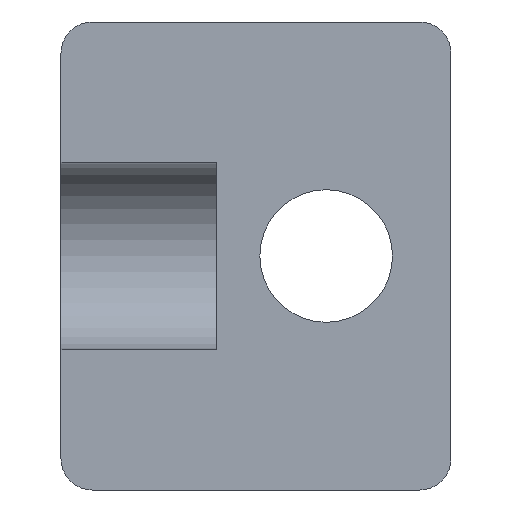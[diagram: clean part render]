
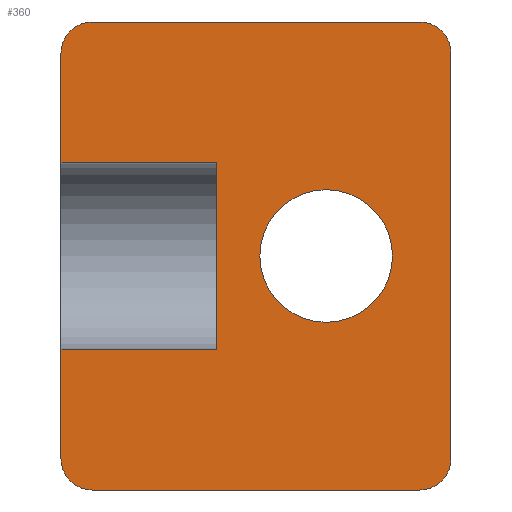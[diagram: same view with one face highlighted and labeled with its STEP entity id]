
A CAD part, left-side view. The second image highlights one B-rep face of the part: STEP entity #360.
In plain terms, the highlighted planar face has unit normal (-1, 0, 0).
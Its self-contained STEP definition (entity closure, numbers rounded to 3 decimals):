
#1 = CARTESIAN_POINT ( 'NONE',  ( -8., 0., -15. ) ) ;
#8 = CARTESIAN_POINT ( 'NONE',  ( -8., 23., -15. ) ) ;
#9 = CIRCLE ( 'NONE', #254, 2. ) ;
#10 = AXIS2_PLACEMENT_3D ( 'NONE', #97, #429, #472 ) ;
#12 = PLANE ( 'NONE',  #209 ) ;
#41 = CARTESIAN_POINT ( 'NONE',  ( -8., 25., 15. ) ) ;
#42 = DIRECTION ( 'NONE',  ( -1., 0., 0. ) ) ;
#43 = EDGE_CURVE ( 'NONE', #532, #540, #142, .T. ) ;
#45 = VERTEX_POINT ( 'NONE', #83 ) ;
#46 = ORIENTED_EDGE ( 'NONE', *, *, #471, .F. ) ;
#49 = DIRECTION ( 'NONE',  ( -1., 0., 0. ) ) ;
#57 = DIRECTION ( 'NONE',  ( 1., 0., 0. ) ) ;
#58 = DIRECTION ( 'NONE',  ( 0., 0., -1. ) ) ;
#65 = VECTOR ( 'NONE', #88, 1000. ) ;
#66 = CARTESIAN_POINT ( 'NONE',  ( -8., 23., 15. ) ) ;
#82 = EDGE_CURVE ( 'NONE', #510, #350, #222, .T. ) ;
#83 = CARTESIAN_POINT ( 'NONE',  ( -8., 25., 6. ) ) ;
#85 = DIRECTION ( 'NONE',  ( 0., 0., 1. ) ) ;
#88 = DIRECTION ( 'NONE',  ( 0., 1., 0. ) ) ;
#96 = CARTESIAN_POINT ( 'NONE',  ( -8., 0., 13. ) ) ;
#97 = CARTESIAN_POINT ( 'NONE',  ( -8., 2., 13. ) ) ;
#99 = LINE ( 'NONE', #116, #529 ) ;
#102 = DIRECTION ( 'NONE',  ( 0., 0., 1. ) ) ;
#104 = ORIENTED_EDGE ( 'NONE', *, *, #548, .T. ) ;
#105 = CARTESIAN_POINT ( 'NONE',  ( -8., 8., 4.25 ) ) ;
#112 = VERTEX_POINT ( 'NONE', #288 ) ;
#113 = DIRECTION ( 'NONE',  ( 0., 0., 1. ) ) ;
#116 = CARTESIAN_POINT ( 'NONE',  ( -8., 25., -15. ) ) ;
#117 = VECTOR ( 'NONE', #102, 1000. ) ;
#118 = DIRECTION ( 'NONE',  ( 0., -1., 0. ) ) ;
#120 = EDGE_CURVE ( 'NONE', #540, #237, #320, .T. ) ;
#122 = VERTEX_POINT ( 'NONE', #249 ) ;
#132 = DIRECTION ( 'NONE',  ( 0., 0., -1. ) ) ;
#133 = CIRCLE ( 'NONE', #396, 4.25 ) ;
#136 = LINE ( 'NONE', #339, #414 ) ;
#138 = CARTESIAN_POINT ( 'NONE',  ( -8., 25., 13. ) ) ;
#142 = CIRCLE ( 'NONE', #333, 2. ) ;
#156 = EDGE_CURVE ( 'NONE', #370, #45, #161, .T. ) ;
#158 = DIRECTION ( 'NONE',  ( 0., 0., 1. ) ) ;
#160 = CARTESIAN_POINT ( 'NONE',  ( -8., 8., 0. ) ) ;
#161 = LINE ( 'NONE', #250, #65 ) ;
#162 = EDGE_LOOP ( 'NONE', ( #238, #46 ) ) ;
#170 = EDGE_CURVE ( 'NONE', #229, #112, #136, .T. ) ;
#176 = DIRECTION ( 'NONE',  ( 0., 0., -1. ) ) ;
#181 = EDGE_CURVE ( 'NONE', #229, #370, #516, .T. ) ;
#182 = CARTESIAN_POINT ( 'NONE',  ( -8., 8., 0. ) ) ;
#203 = ORIENTED_EDGE ( 'NONE', *, *, #181, .F. ) ;
#209 = AXIS2_PLACEMENT_3D ( 'NONE', #303, #57, #176 ) ;
#216 = AXIS2_PLACEMENT_3D ( 'NONE', #160, #409, #158 ) ;
#221 = CARTESIAN_POINT ( 'NONE',  ( -8., 23., -13. ) ) ;
#222 = LINE ( 'NONE', #41, #245 ) ;
#224 = ORIENTED_EDGE ( 'NONE', *, *, #43, .T. ) ;
#229 = VERTEX_POINT ( 'NONE', #470 ) ;
#234 = LINE ( 'NONE', #317, #117 ) ;
#236 = VECTOR ( 'NONE', #85, 1000. ) ;
#237 = VERTEX_POINT ( 'NONE', #96 ) ;
#238 = ORIENTED_EDGE ( 'NONE', *, *, #418, .F. ) ;
#245 = VECTOR ( 'NONE', #506, 1000. ) ;
#246 = ORIENTED_EDGE ( 'NONE', *, *, #156, .F. ) ;
#249 = CARTESIAN_POINT ( 'NONE',  ( -8., 8., -4.25 ) ) ;
#250 = CARTESIAN_POINT ( 'NONE',  ( -8., 15., 6. ) ) ;
#254 = AXIS2_PLACEMENT_3D ( 'NONE', #221, #260, #255 ) ;
#255 = DIRECTION ( 'NONE',  ( 0., 0., -1. ) ) ;
#256 = CARTESIAN_POINT ( 'NONE',  ( -8., 2., 15. ) ) ;
#260 = DIRECTION ( 'NONE',  ( -1., 0., 0. ) ) ;
#261 = EDGE_CURVE ( 'NONE', #315, #291, #9, .T. ) ;
#266 = EDGE_CURVE ( 'NONE', #510, #281, #473, .T. ) ;
#281 = VERTEX_POINT ( 'NONE', #138 ) ;
#288 = CARTESIAN_POINT ( 'NONE',  ( -8., 25., -6. ) ) ;
#291 = VERTEX_POINT ( 'NONE', #8 ) ;
#293 = CARTESIAN_POINT ( 'NONE',  ( -8., 15., -15. ) ) ;
#303 = CARTESIAN_POINT ( 'NONE',  ( -8., 25., -15. ) ) ;
#310 = CIRCLE ( 'NONE', #216, 4.25 ) ;
#315 = VERTEX_POINT ( 'NONE', #394 ) ;
#317 = CARTESIAN_POINT ( 'NONE',  ( -8., 25., -15. ) ) ;
#320 = LINE ( 'NONE', #1, #509 ) ;
#327 = LINE ( 'NONE', #373, #497 ) ;
#330 = EDGE_CURVE ( 'NONE', #237, #350, #377, .T. ) ;
#333 = AXIS2_PLACEMENT_3D ( 'NONE', #381, #42, #132 ) ;
#339 = CARTESIAN_POINT ( 'NONE',  ( -8., 15., -6. ) ) ;
#346 = AXIS2_PLACEMENT_3D ( 'NONE', #386, #49, #58 ) ;
#350 = VERTEX_POINT ( 'NONE', #256 ) ;
#352 = DIRECTION ( 'NONE',  ( -1., 0., 0. ) ) ;
#354 = ORIENTED_EDGE ( 'NONE', *, *, #330, .T. ) ;
#355 = CARTESIAN_POINT ( 'NONE',  ( -8., 15., 6. ) ) ;
#360 = ADVANCED_FACE ( 'NONE', ( #502, #430 ), #12, .F. ) ;
#362 = ORIENTED_EDGE ( 'NONE', *, *, #494, .F. ) ;
#370 = VERTEX_POINT ( 'NONE', #355 ) ;
#373 = CARTESIAN_POINT ( 'NONE',  ( -8., 25., -15. ) ) ;
#377 = CIRCLE ( 'NONE', #10, 2. ) ;
#381 = CARTESIAN_POINT ( 'NONE',  ( -8., 2., -13. ) ) ;
#386 = CARTESIAN_POINT ( 'NONE',  ( -8., 23., 13. ) ) ;
#394 = CARTESIAN_POINT ( 'NONE',  ( -8., 25., -13. ) ) ;
#396 = AXIS2_PLACEMENT_3D ( 'NONE', #182, #352, #475 ) ;
#402 = ORIENTED_EDGE ( 'NONE', *, *, #82, .F. ) ;
#403 = VERTEX_POINT ( 'NONE', #105 ) ;
#409 = DIRECTION ( 'NONE',  ( -1., 0., 0. ) ) ;
#414 = VECTOR ( 'NONE', #504, 1000. ) ;
#418 = EDGE_CURVE ( 'NONE', #403, #122, #133, .T. ) ;
#426 = EDGE_CURVE ( 'NONE', #45, #281, #234, .T. ) ;
#429 = DIRECTION ( 'NONE',  ( -1., 0., 0. ) ) ;
#430 = FACE_OUTER_BOUND ( 'NONE', #449, .T. ) ;
#432 = ORIENTED_EDGE ( 'NONE', *, *, #170, .T. ) ;
#445 = CARTESIAN_POINT ( 'NONE',  ( -8., 0., -13. ) ) ;
#449 = EDGE_LOOP ( 'NONE', ( #485, #354, #402, #533, #499, #246, #203, #432, #362, #477, #104, #224 ) ) ;
#455 = DIRECTION ( 'NONE',  ( 0., 0., 1. ) ) ;
#470 = CARTESIAN_POINT ( 'NONE',  ( -8., 15., -6. ) ) ;
#471 = EDGE_CURVE ( 'NONE', #122, #403, #310, .T. ) ;
#472 = DIRECTION ( 'NONE',  ( 0., 0., -1. ) ) ;
#473 = CIRCLE ( 'NONE', #346, 2. ) ;
#475 = DIRECTION ( 'NONE',  ( 0., 0., 1. ) ) ;
#477 = ORIENTED_EDGE ( 'NONE', *, *, #261, .T. ) ;
#485 = ORIENTED_EDGE ( 'NONE', *, *, #120, .T. ) ;
#494 = EDGE_CURVE ( 'NONE', #315, #112, #327, .T. ) ;
#497 = VECTOR ( 'NONE', #113, 1000. ) ;
#499 = ORIENTED_EDGE ( 'NONE', *, *, #426, .F. ) ;
#502 = FACE_BOUND ( 'NONE', #162, .T. ) ;
#504 = DIRECTION ( 'NONE',  ( 0., 1., 0. ) ) ;
#506 = DIRECTION ( 'NONE',  ( 0., -1., 0. ) ) ;
#509 = VECTOR ( 'NONE', #455, 1000. ) ;
#510 = VERTEX_POINT ( 'NONE', #66 ) ;
#516 = LINE ( 'NONE', #293, #236 ) ;
#529 = VECTOR ( 'NONE', #118, 1000. ) ;
#532 = VERTEX_POINT ( 'NONE', #536 ) ;
#533 = ORIENTED_EDGE ( 'NONE', *, *, #266, .T. ) ;
#536 = CARTESIAN_POINT ( 'NONE',  ( -8., 2., -15. ) ) ;
#540 = VERTEX_POINT ( 'NONE', #445 ) ;
#548 = EDGE_CURVE ( 'NONE', #291, #532, #99, .T. ) ;
